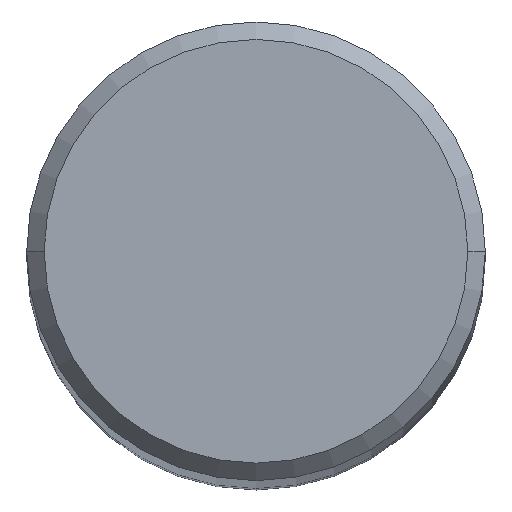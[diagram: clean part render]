
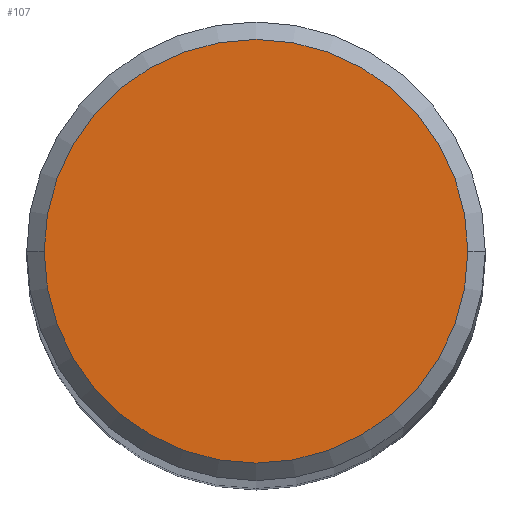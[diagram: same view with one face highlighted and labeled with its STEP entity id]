
A CAD part, top view. The second image highlights one B-rep face of the part: STEP entity #107.
In plain terms, the highlighted planar face has unit normal (0, 0, 1).
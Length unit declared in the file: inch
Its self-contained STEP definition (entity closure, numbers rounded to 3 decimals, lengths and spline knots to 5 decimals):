
#3 = ORIENTED_EDGE ( 'NONE', *, *, #173, .T. ) ;
#25 = DIRECTION ( 'NONE',  ( 0., 0., 1. ) ) ;
#31 = ORIENTED_EDGE ( 'NONE', *, *, #288, .T. ) ;
#57 = CIRCLE ( 'NONE', #84, 0.18185 ) ;
#81 = EDGE_LOOP ( 'NONE', ( #31, #3 ) ) ;
#83 = AXIS2_PLACEMENT_3D ( 'NONE', #197, #156, #245 ) ;
#84 = AXIS2_PLACEMENT_3D ( 'NONE', #280, #25, #125 ) ;
#90 = FACE_OUTER_BOUND ( 'NONE', #81, .T. ) ;
#107 = ADVANCED_FACE ( 'NONE', ( #90 ), #248, .T. ) ;
#111 = VERTEX_POINT ( 'NONE', #203 ) ;
#118 = DIRECTION ( 'NONE',  ( 1., 0., 0. ) ) ;
#125 = DIRECTION ( 'NONE',  ( 1., 0., 0. ) ) ;
#156 = DIRECTION ( 'NONE',  ( 0., 0., 1. ) ) ;
#173 = EDGE_CURVE ( 'NONE', #111, #206, #223, .T. ) ;
#197 = CARTESIAN_POINT ( 'NONE',  ( 0., 0., 4.72441 ) ) ;
#203 = CARTESIAN_POINT ( 'NONE',  ( 0.18185, 0., 4.72441 ) ) ;
#206 = VERTEX_POINT ( 'NONE', #291 ) ;
#223 = CIRCLE ( 'NONE', #83, 0.18185 ) ;
#225 = CARTESIAN_POINT ( 'NONE',  ( 0., 0., 4.72441 ) ) ;
#245 = DIRECTION ( 'NONE',  ( 1., 0., 0. ) ) ;
#248 = PLANE ( 'NONE',  #283 ) ;
#266 = DIRECTION ( 'NONE',  ( 0., 0., 1. ) ) ;
#280 = CARTESIAN_POINT ( 'NONE',  ( 0., 0., 4.72441 ) ) ;
#283 = AXIS2_PLACEMENT_3D ( 'NONE', #225, #266, #118 ) ;
#288 = EDGE_CURVE ( 'NONE', #206, #111, #57, .T. ) ;
#291 = CARTESIAN_POINT ( 'NONE',  ( -0.18185, 0., 4.72441 ) ) ;
